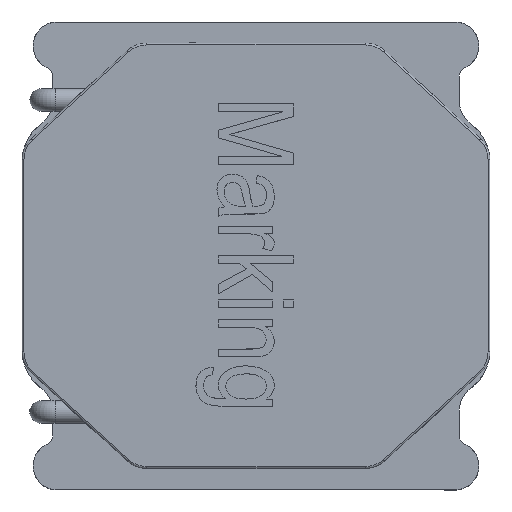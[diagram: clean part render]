
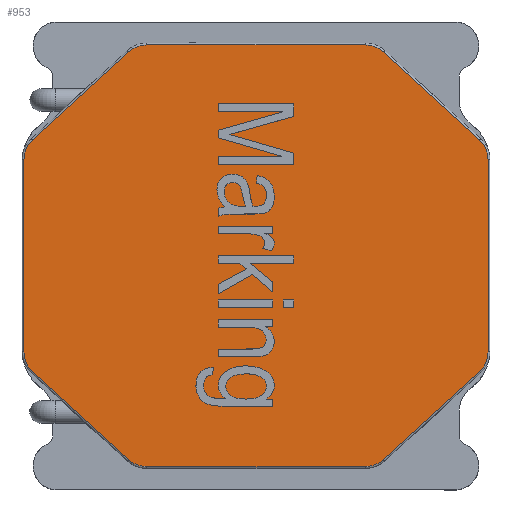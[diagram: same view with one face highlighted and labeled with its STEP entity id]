
A CAD part, top view. The second image highlights one B-rep face of the part: STEP entity #953.
In plain terms, the highlighted planar face has unit normal (0, 0, 1).
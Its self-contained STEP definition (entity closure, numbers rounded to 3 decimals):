
#796=CIRCLE('',#4975,0.28);
#797=CIRCLE('',#4976,0.28);
#798=CIRCLE('',#4977,0.28);
#799=CIRCLE('',#4978,0.28);
#800=CIRCLE('',#4979,0.28);
#801=CIRCLE('',#4980,0.28);
#802=CIRCLE('',#4981,0.28);
#803=CIRCLE('',#4982,0.28);
#953=ADVANCED_FACE('',(#1377),#1241,.T.);
#1241=PLANE('',#4983);
#1377=FACE_OUTER_BOUND('',#1619,.T.);
#1619=EDGE_LOOP('',(#2017,#2018,#2019,#2020,#2021,#2022,#2023,#2024,#2025,
#2026,#2027,#2028,#2029,#2030,#2031,#2032));
#2017=ORIENTED_EDGE('',*,*,#3776,.T.);
#2018=ORIENTED_EDGE('',*,*,#3777,.T.);
#2019=ORIENTED_EDGE('',*,*,#3778,.T.);
#2020=ORIENTED_EDGE('',*,*,#3779,.T.);
#2021=ORIENTED_EDGE('',*,*,#3780,.T.);
#2022=ORIENTED_EDGE('',*,*,#3781,.T.);
#2023=ORIENTED_EDGE('',*,*,#3782,.T.);
#2024=ORIENTED_EDGE('',*,*,#3783,.T.);
#2025=ORIENTED_EDGE('',*,*,#3784,.T.);
#2026=ORIENTED_EDGE('',*,*,#3785,.T.);
#2027=ORIENTED_EDGE('',*,*,#3786,.T.);
#2028=ORIENTED_EDGE('',*,*,#3787,.T.);
#2029=ORIENTED_EDGE('',*,*,#3788,.T.);
#2030=ORIENTED_EDGE('',*,*,#3789,.T.);
#2031=ORIENTED_EDGE('',*,*,#3790,.T.);
#2032=ORIENTED_EDGE('',*,*,#3791,.T.);
#3307=VERTEX_POINT('',#6596);
#3308=VERTEX_POINT('',#6597);
#3309=VERTEX_POINT('',#6599);
#3310=VERTEX_POINT('',#6601);
#3311=VERTEX_POINT('',#6603);
#3312=VERTEX_POINT('',#6605);
#3313=VERTEX_POINT('',#6607);
#3314=VERTEX_POINT('',#6609);
#3315=VERTEX_POINT('',#6611);
#3316=VERTEX_POINT('',#6613);
#3317=VERTEX_POINT('',#6615);
#3318=VERTEX_POINT('',#6617);
#3319=VERTEX_POINT('',#6619);
#3320=VERTEX_POINT('',#6621);
#3321=VERTEX_POINT('',#6623);
#3322=VERTEX_POINT('',#6625);
#3776=EDGE_CURVE('',#3307,#3308,#4421,.T.);
#3777=EDGE_CURVE('',#3308,#3309,#796,.T.);
#3778=EDGE_CURVE('',#3309,#3310,#4422,.T.);
#3779=EDGE_CURVE('',#3310,#3311,#797,.T.);
#3780=EDGE_CURVE('',#3311,#3312,#4423,.T.);
#3781=EDGE_CURVE('',#3312,#3313,#798,.T.);
#3782=EDGE_CURVE('',#3313,#3314,#4424,.T.);
#3783=EDGE_CURVE('',#3314,#3315,#799,.T.);
#3784=EDGE_CURVE('',#3315,#3316,#4425,.T.);
#3785=EDGE_CURVE('',#3316,#3317,#800,.T.);
#3786=EDGE_CURVE('',#3317,#3318,#4426,.T.);
#3787=EDGE_CURVE('',#3318,#3319,#801,.T.);
#3788=EDGE_CURVE('',#3319,#3320,#4427,.T.);
#3789=EDGE_CURVE('',#3320,#3321,#802,.T.);
#3790=EDGE_CURVE('',#3321,#3322,#4428,.T.);
#3791=EDGE_CURVE('',#3322,#3307,#803,.T.);
#4421=LINE('',#6595,#4675);
#4422=LINE('',#6600,#4676);
#4423=LINE('',#6604,#4677);
#4424=LINE('',#6608,#4678);
#4425=LINE('',#6612,#4679);
#4426=LINE('',#6616,#4680);
#4427=LINE('',#6620,#4681);
#4428=LINE('',#6624,#4682);
#4675=VECTOR('',#5459,1.);
#4676=VECTOR('',#5462,1.);
#4677=VECTOR('',#5465,1.);
#4678=VECTOR('',#5468,1.);
#4679=VECTOR('',#5471,1.);
#4680=VECTOR('',#5474,1.);
#4681=VECTOR('',#5477,1.);
#4682=VECTOR('',#5480,1.);
#4975=AXIS2_PLACEMENT_3D('',#6598,#5460,#5461);
#4976=AXIS2_PLACEMENT_3D('',#6602,#5463,#5464);
#4977=AXIS2_PLACEMENT_3D('',#6606,#5466,#5467);
#4978=AXIS2_PLACEMENT_3D('',#6610,#5469,#5470);
#4979=AXIS2_PLACEMENT_3D('',#6614,#5472,#5473);
#4980=AXIS2_PLACEMENT_3D('',#6618,#5475,#5476);
#4981=AXIS2_PLACEMENT_3D('',#6622,#5478,#5479);
#4982=AXIS2_PLACEMENT_3D('',#6626,#5481,#5482);
#4983=AXIS2_PLACEMENT_3D('',#6627,#5483,#5484);
#5459=DIRECTION('',(-0.737,-0.676,0.));
#5460=DIRECTION('',(0.,0.,1.));
#5461=DIRECTION('',(1.,0.,0.));
#5462=DIRECTION('',(0.,-1.,0.));
#5463=DIRECTION('',(0.,0.,1.));
#5464=DIRECTION('',(1.,0.,0.));
#5465=DIRECTION('',(0.737,-0.676,0.));
#5466=DIRECTION('',(0.,0.,1.));
#5467=DIRECTION('',(1.,0.,0.));
#5468=DIRECTION('',(1.,0.,0.));
#5469=DIRECTION('',(0.,0.,1.));
#5470=DIRECTION('',(1.,0.,0.));
#5471=DIRECTION('',(0.737,0.676,0.));
#5472=DIRECTION('',(0.,0.,1.));
#5473=DIRECTION('',(1.,0.,0.));
#5474=DIRECTION('',(0.,1.,0.));
#5475=DIRECTION('',(0.,0.,1.));
#5476=DIRECTION('',(1.,0.,0.));
#5477=DIRECTION('',(-0.737,0.676,0.));
#5478=DIRECTION('',(0.,0.,1.));
#5479=DIRECTION('',(1.,0.,0.));
#5480=DIRECTION('',(-1.,0.,0.));
#5481=DIRECTION('',(0.,0.,1.));
#5482=DIRECTION('',(1.,0.,0.));
#5483=DIRECTION('',(0.,0.,1.));
#5484=DIRECTION('',(1.,0.,0.));
#6595=CARTESIAN_POINT('',(-2.364,1.224,1.8));
#6596=CARTESIAN_POINT('',(-1.348,2.156,1.8));
#6597=CARTESIAN_POINT('',(-2.364,1.224,1.8));
#6598=CARTESIAN_POINT('',(-2.175,1.018,1.8));
#6599=CARTESIAN_POINT('',(-2.455,1.018,1.8));
#6600=CARTESIAN_POINT('',(-2.455,-1.018,1.8));
#6601=CARTESIAN_POINT('',(-2.455,-1.018,1.8));
#6602=CARTESIAN_POINT('',(-2.175,-1.018,1.8));
#6603=CARTESIAN_POINT('',(-2.364,-1.224,1.8));
#6604=CARTESIAN_POINT('',(-1.348,-2.156,1.8));
#6605=CARTESIAN_POINT('',(-1.348,-2.156,1.8));
#6606=CARTESIAN_POINT('',(-1.158,-1.95,1.8));
#6607=CARTESIAN_POINT('',(-1.158,-2.23,1.8));
#6608=CARTESIAN_POINT('',(1.158,-2.23,1.8));
#6609=CARTESIAN_POINT('',(1.158,-2.23,1.8));
#6610=CARTESIAN_POINT('',(1.158,-1.95,1.8));
#6611=CARTESIAN_POINT('',(1.348,-2.156,1.8));
#6612=CARTESIAN_POINT('',(2.364,-1.224,1.8));
#6613=CARTESIAN_POINT('',(2.364,-1.224,1.8));
#6614=CARTESIAN_POINT('',(2.175,-1.018,1.8));
#6615=CARTESIAN_POINT('',(2.455,-1.018,1.8));
#6616=CARTESIAN_POINT('',(2.455,1.018,1.8));
#6617=CARTESIAN_POINT('',(2.455,1.018,1.8));
#6618=CARTESIAN_POINT('',(2.175,1.018,1.8));
#6619=CARTESIAN_POINT('',(2.364,1.224,1.8));
#6620=CARTESIAN_POINT('',(1.348,2.156,1.8));
#6621=CARTESIAN_POINT('',(1.348,2.156,1.8));
#6622=CARTESIAN_POINT('',(1.158,1.95,1.8));
#6623=CARTESIAN_POINT('',(1.158,2.23,1.8));
#6624=CARTESIAN_POINT('',(-1.158,2.23,1.8));
#6625=CARTESIAN_POINT('',(-1.158,2.23,1.8));
#6626=CARTESIAN_POINT('',(-1.158,1.95,1.8));
#6627=CARTESIAN_POINT('',(-2.175,-1.018,1.8));
